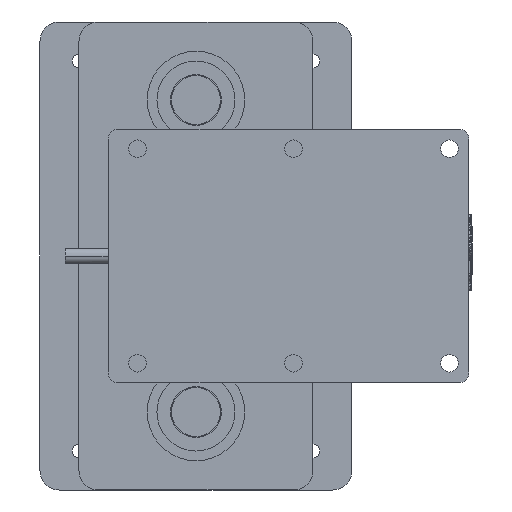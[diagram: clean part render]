
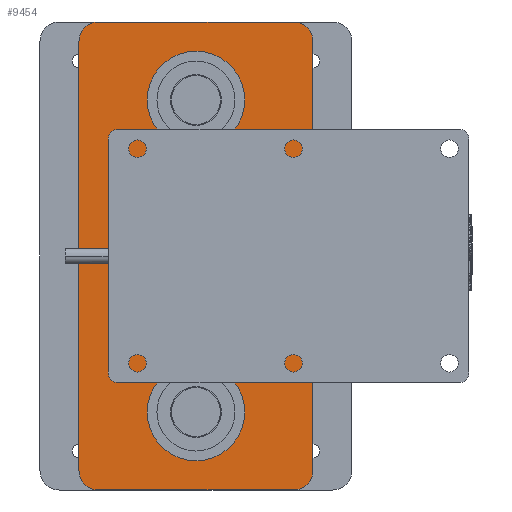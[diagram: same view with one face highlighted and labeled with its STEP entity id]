
A CAD part, front view. The second image highlights one B-rep face of the part: STEP entity #9454.
In plain terms, the highlighted face is planar.
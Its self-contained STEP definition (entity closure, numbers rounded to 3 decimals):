
#976 = AXIS2_PLACEMENT_3D ( 'NONE', #59740, #12567, #53390 ) ;
#1084 = DIRECTION ( 'NONE',  ( -1., 0., 0. ) ) ;
#1679 = DIRECTION ( 'NONE',  ( -1., 0., 0. ) ) ;
#1839 = FACE_BOUND ( 'NONE', #60003, .T. ) ;
#2790 = CARTESIAN_POINT ( 'NONE',  ( 50., -110., 15. ) ) ;
#2898 = DIRECTION ( 'NONE',  ( -1., 0., 0. ) ) ;
#4601 = EDGE_CURVE ( 'NONE', #88925, #10014, #9633, .T. ) ;
#5709 = CARTESIAN_POINT ( 'NONE',  ( 50., 120., 15. ) ) ;
#5983 = CARTESIAN_POINT ( 'NONE',  ( 25., -80., 15. ) ) ;
#7166 = LINE ( 'NONE', #33947, #63331 ) ;
#7189 = CIRCLE ( 'NONE', #17255, 25. ) ;
#9375 = CARTESIAN_POINT ( 'NONE',  ( 0., 0., 15. ) ) ;
#9454 = ADVANCED_FACE ( 'NONE', ( #1839, #22657, #72139, #9541 ), #49481, .F. ) ;
#9522 = VERTEX_POINT ( 'NONE', #80324 ) ;
#9541 = FACE_OUTER_BOUND ( 'NONE', #56749, .T. ) ;
#9633 = CIRCLE ( 'NONE', #16847, 10. ) ;
#10014 = VERTEX_POINT ( 'NONE', #45718 ) ;
#10194 = AXIS2_PLACEMENT_3D ( 'NONE', #62122, #54455, #27215 ) ;
#10453 = VERTEX_POINT ( 'NONE', #35888 ) ;
#11082 = CARTESIAN_POINT ( 'NONE',  ( 0., 80., 15. ) ) ;
#11359 = ORIENTED_EDGE ( 'NONE', *, *, #30369, .T. ) ;
#12038 = CARTESIAN_POINT ( 'NONE',  ( -60., 110., 15. ) ) ;
#12567 = DIRECTION ( 'NONE',  ( 0., 0., -1. ) ) ;
#13243 = ORIENTED_EDGE ( 'NONE', *, *, #22491, .F. ) ;
#13638 = DIRECTION ( 'NONE',  ( 1., 0., 0. ) ) ;
#15267 = CARTESIAN_POINT ( 'NONE',  ( 60., -110., 15. ) ) ;
#15484 = CARTESIAN_POINT ( 'NONE',  ( -25., -80., 15. ) ) ;
#15621 = VECTOR ( 'NONE', #1084, 1000. ) ;
#16847 = AXIS2_PLACEMENT_3D ( 'NONE', #2790, #40350, #44080 ) ;
#17255 = AXIS2_PLACEMENT_3D ( 'NONE', #62144, #55374, #13638 ) ;
#18004 = VERTEX_POINT ( 'NONE', #12038 ) ;
#19018 = DIRECTION ( 'NONE',  ( 0., 0., -1. ) ) ;
#19313 = CARTESIAN_POINT ( 'NONE',  ( -50., 120., 15. ) ) ;
#19999 = CARTESIAN_POINT ( 'NONE',  ( 60., 110., 15. ) ) ;
#20175 = EDGE_CURVE ( 'NONE', #10453, #18004, #7166, .T. ) ;
#20373 = VERTEX_POINT ( 'NONE', #72886 ) ;
#20422 = AXIS2_PLACEMENT_3D ( 'NONE', #21744, #23081, #43088 ) ;
#20874 = LINE ( 'NONE', #19999, #35249 ) ;
#21744 = CARTESIAN_POINT ( 'NONE',  ( 0., 80., 15. ) ) ;
#22352 = LINE ( 'NONE', #77760, #15621 ) ;
#22491 = EDGE_CURVE ( 'NONE', #18004, #40520, #66194, .T. ) ;
#22657 = FACE_BOUND ( 'NONE', #61748, .T. ) ;
#22736 = VERTEX_POINT ( 'NONE', #56043 ) ;
#22858 = ORIENTED_EDGE ( 'NONE', *, *, #54382, .T. ) ;
#23081 = DIRECTION ( 'NONE',  ( 0., 0., -1. ) ) ;
#23113 = ORIENTED_EDGE ( 'NONE', *, *, #20175, .F. ) ;
#23856 = CIRCLE ( 'NONE', #51394, 10. ) ;
#27215 = DIRECTION ( 'NONE',  ( -1., 0., 0. ) ) ;
#27541 = CARTESIAN_POINT ( 'NONE',  ( 44., 0., 15. ) ) ;
#28112 = CIRCLE ( 'NONE', #87569, 44. ) ;
#28603 = CARTESIAN_POINT ( 'NONE',  ( 50., -110., 15. ) ) ;
#29005 = CIRCLE ( 'NONE', #10194, 10. ) ;
#30369 = EDGE_CURVE ( 'NONE', #44467, #87131, #71314, .T. ) ;
#30574 = CIRCLE ( 'NONE', #68288, 25. ) ;
#31127 = DIRECTION ( 'NONE',  ( 0., 0., -1. ) ) ;
#31271 = CARTESIAN_POINT ( 'NONE',  ( 0., 0., 15. ) ) ;
#33550 = CARTESIAN_POINT ( 'NONE',  ( 50., 110., 15. ) ) ;
#33947 = CARTESIAN_POINT ( 'NONE',  ( -60., 110., 15. ) ) ;
#35249 = VECTOR ( 'NONE', #88561, 1000. ) ;
#35888 = CARTESIAN_POINT ( 'NONE',  ( -60., -110., 15. ) ) ;
#36975 = VERTEX_POINT ( 'NONE', #15484 ) ;
#38221 = DIRECTION ( 'NONE',  ( 0., 0., -1. ) ) ;
#39228 = CARTESIAN_POINT ( 'NONE',  ( -50., -120., 15. ) ) ;
#40350 = DIRECTION ( 'NONE',  ( 0., 0., -1. ) ) ;
#40520 = VERTEX_POINT ( 'NONE', #19313 ) ;
#40792 = CIRCLE ( 'NONE', #69683, 25. ) ;
#40966 = AXIS2_PLACEMENT_3D ( 'NONE', #31271, #74401, #52150 ) ;
#42775 = EDGE_CURVE ( 'NONE', #40520, #65681, #68495, .T. ) ;
#43088 = DIRECTION ( 'NONE',  ( -1., 0., 0. ) ) ;
#44080 = DIRECTION ( 'NONE',  ( -1., 0., 0. ) ) ;
#44189 = DIRECTION ( 'NONE',  ( 0., 0., -1. ) ) ;
#44467 = VERTEX_POINT ( 'NONE', #27541 ) ;
#45718 = CARTESIAN_POINT ( 'NONE',  ( 50., -120., 15. ) ) ;
#47590 = EDGE_LOOP ( 'NONE', ( #59233, #11359 ) ) ;
#47658 = EDGE_CURVE ( 'NONE', #65681, #9522, #23856, .T. ) ;
#47960 = CIRCLE ( 'NONE', #20422, 25. ) ;
#49481 = PLANE ( 'NONE',  #54832 ) ;
#49995 = ORIENTED_EDGE ( 'NONE', *, *, #71826, .F. ) ;
#51394 = AXIS2_PLACEMENT_3D ( 'NONE', #33550, #19018, #88912 ) ;
#52150 = DIRECTION ( 'NONE',  ( -1., 0., 0. ) ) ;
#53390 = DIRECTION ( 'NONE',  ( 1., 0., 0. ) ) ;
#54217 = EDGE_CURVE ( 'NONE', #70625, #36975, #30574, .T. ) ;
#54382 = EDGE_CURVE ( 'NONE', #22736, #20373, #47960, .T. ) ;
#54455 = DIRECTION ( 'NONE',  ( 0., 0., -1. ) ) ;
#54832 = AXIS2_PLACEMENT_3D ( 'NONE', #28603, #77180, #64410 ) ;
#55374 = DIRECTION ( 'NONE',  ( 0., 0., -1. ) ) ;
#56043 = CARTESIAN_POINT ( 'NONE',  ( 25., 80., 15. ) ) ;
#56749 = EDGE_LOOP ( 'NONE', ( #62179, #49995, #84185, #62233, #13243, #23113, #82800, #76287 ) ) ;
#58163 = VERTEX_POINT ( 'NONE', #39228 ) ;
#58584 = CARTESIAN_POINT ( 'NONE',  ( 0., -80., 15. ) ) ;
#59233 = ORIENTED_EDGE ( 'NONE', *, *, #87876, .T. ) ;
#59740 = CARTESIAN_POINT ( 'NONE',  ( -50., 110., 15. ) ) ;
#59932 = CARTESIAN_POINT ( 'NONE',  ( -44., 0., 15. ) ) ;
#60003 = EDGE_LOOP ( 'NONE', ( #83786, #82921 ) ) ;
#61664 = DIRECTION ( 'NONE',  ( 1., 0., 0. ) ) ;
#61748 = EDGE_LOOP ( 'NONE', ( #64296, #22858 ) ) ;
#62122 = CARTESIAN_POINT ( 'NONE',  ( -50., -110., 15. ) ) ;
#62144 = CARTESIAN_POINT ( 'NONE',  ( 0., -80., 15. ) ) ;
#62179 = ORIENTED_EDGE ( 'NONE', *, *, #4601, .F. ) ;
#62233 = ORIENTED_EDGE ( 'NONE', *, *, #42775, .F. ) ;
#63331 = VECTOR ( 'NONE', #89748, 1000. ) ;
#64296 = ORIENTED_EDGE ( 'NONE', *, *, #69702, .T. ) ;
#64410 = DIRECTION ( 'NONE',  ( -1., 0., 0. ) ) ;
#65681 = VERTEX_POINT ( 'NONE', #5709 ) ;
#66194 = CIRCLE ( 'NONE', #976, 10. ) ;
#66297 = DIRECTION ( 'NONE',  ( 1., 0., 0. ) ) ;
#67400 = EDGE_CURVE ( 'NONE', #58163, #10453, #29005, .T. ) ;
#68288 = AXIS2_PLACEMENT_3D ( 'NONE', #58584, #38221, #66297 ) ;
#68495 = LINE ( 'NONE', #77404, #75645 ) ;
#69683 = AXIS2_PLACEMENT_3D ( 'NONE', #11082, #44189, #2898 ) ;
#69702 = EDGE_CURVE ( 'NONE', #20373, #22736, #40792, .T. ) ;
#70625 = VERTEX_POINT ( 'NONE', #5983 ) ;
#71314 = CIRCLE ( 'NONE', #40966, 44. ) ;
#71826 = EDGE_CURVE ( 'NONE', #9522, #88925, #20874, .T. ) ;
#72139 = FACE_BOUND ( 'NONE', #47590, .T. ) ;
#72886 = CARTESIAN_POINT ( 'NONE',  ( -25., 80., 15. ) ) ;
#74401 = DIRECTION ( 'NONE',  ( 0., 0., -1. ) ) ;
#75645 = VECTOR ( 'NONE', #61664, 1000. ) ;
#76287 = ORIENTED_EDGE ( 'NONE', *, *, #77973, .F. ) ;
#77180 = DIRECTION ( 'NONE',  ( 0., 0., -1. ) ) ;
#77404 = CARTESIAN_POINT ( 'NONE',  ( 50., 120., 15. ) ) ;
#77760 = CARTESIAN_POINT ( 'NONE',  ( 50., -120., 15. ) ) ;
#77973 = EDGE_CURVE ( 'NONE', #10014, #58163, #22352, .T. ) ;
#80324 = CARTESIAN_POINT ( 'NONE',  ( 60., 110., 15. ) ) ;
#81284 = EDGE_CURVE ( 'NONE', #36975, #70625, #7189, .T. ) ;
#82800 = ORIENTED_EDGE ( 'NONE', *, *, #67400, .F. ) ;
#82921 = ORIENTED_EDGE ( 'NONE', *, *, #54217, .T. ) ;
#83786 = ORIENTED_EDGE ( 'NONE', *, *, #81284, .T. ) ;
#84185 = ORIENTED_EDGE ( 'NONE', *, *, #47658, .F. ) ;
#87131 = VERTEX_POINT ( 'NONE', #59932 ) ;
#87569 = AXIS2_PLACEMENT_3D ( 'NONE', #9375, #31127, #1679 ) ;
#87876 = EDGE_CURVE ( 'NONE', #87131, #44467, #28112, .T. ) ;
#88561 = DIRECTION ( 'NONE',  ( 0., -1., 0. ) ) ;
#88912 = DIRECTION ( 'NONE',  ( 1., 0., 0. ) ) ;
#88925 = VERTEX_POINT ( 'NONE', #15267 ) ;
#89748 = DIRECTION ( 'NONE',  ( 0., 1., 0. ) ) ;
